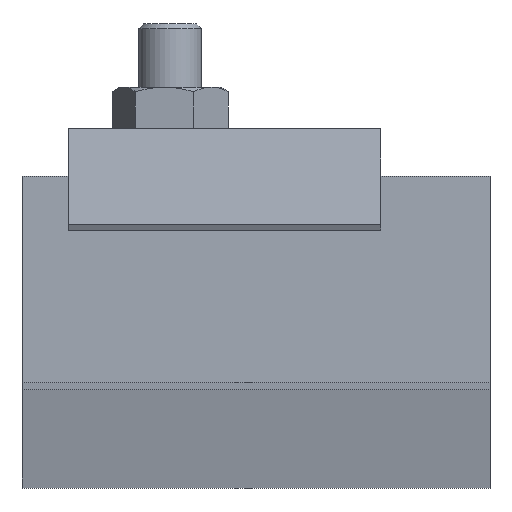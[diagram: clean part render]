
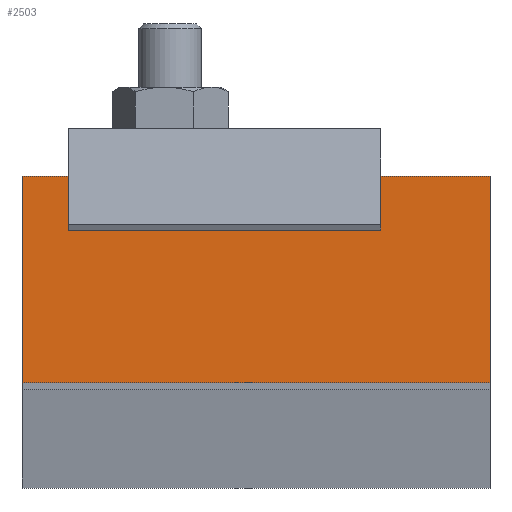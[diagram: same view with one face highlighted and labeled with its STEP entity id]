
A CAD part, left-side view. The second image highlights one B-rep face of the part: STEP entity #2503.
In plain terms, the highlighted face is planar.
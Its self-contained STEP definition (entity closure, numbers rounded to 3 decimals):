
#2314=DIRECTION('',(0.,-1.,0.));
#2315=VECTOR('',#2314,36.);
#2316=CARTESIAN_POINT('',(0.,0.,0.));
#2317=LINE('',#2316,#2315);
#2318=DIRECTION('',(0.,0.,1.));
#2319=VECTOR('',#2318,60.);
#2320=CARTESIAN_POINT('',(0.,-36.,0.));
#2321=LINE('',#2320,#2319);
#2322=DIRECTION('',(0.,1.,0.));
#2323=VECTOR('',#2322,36.);
#2324=CARTESIAN_POINT('',(0.,-36.,60.));
#2325=LINE('',#2324,#2323);
#2326=DIRECTION('',(0.,0.,1.));
#2327=VECTOR('',#2326,60.);
#2328=CARTESIAN_POINT('',(0.,0.,0.));
#2329=LINE('',#2328,#2327);
#2358=CARTESIAN_POINT('',(0.,0.,0.));
#2359=CARTESIAN_POINT('',(0.,0.,60.));
#2360=VERTEX_POINT('',#2358);
#2361=VERTEX_POINT('',#2359);
#2386=CARTESIAN_POINT('',(0.,-36.,0.));
#2387=CARTESIAN_POINT('',(0.,-36.,60.));
#2388=VERTEX_POINT('',#2386);
#2389=VERTEX_POINT('',#2387);
#2492=CARTESIAN_POINT('',(0.,0.,60.));
#2493=DIRECTION('',(1.,0.,0.));
#2494=DIRECTION('',(0.,1.,0.));
#2495=AXIS2_PLACEMENT_3D('',#2492,#2493,#2494);
#2496=PLANE('',#2495);
#2497=ORIENTED_EDGE('',*,*,#2459,.T.);
#2498=ORIENTED_EDGE('',*,*,#2397,.T.);
#2499=ORIENTED_EDGE('',*,*,#2417,.T.);
#2500=ORIENTED_EDGE('',*,*,#2485,.F.);
#2501=EDGE_LOOP('',(#2497,#2498,#2499,#2500));
#2502=FACE_OUTER_BOUND('',#2501,.F.);
#2503=ADVANCED_FACE('',(#2502),#2496,.T.);
#2397=EDGE_CURVE('',#2388,#2389,#2321,.T.);
#2417=EDGE_CURVE('',#2389,#2361,#2325,.T.);
#2459=EDGE_CURVE('',#2360,#2388,#2317,.T.);
#2485=EDGE_CURVE('',#2360,#2361,#2329,.T.);
